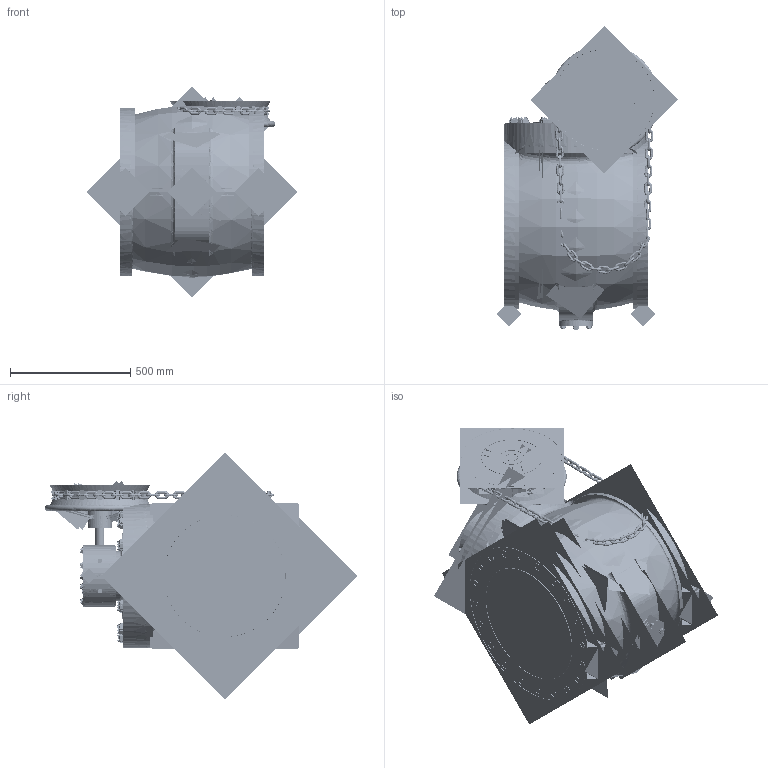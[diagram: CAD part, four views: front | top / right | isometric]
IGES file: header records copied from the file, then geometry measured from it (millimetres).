
Start section:  PTC IGES file: plug_flxfl-20in-chainwheel_asm.igs
Global section: file name: plug_flxfl-20in-chainwheel_asm.igs; native system: Creo Parametric by Parametric Technology Corporation; preprocessor: 2013050; author: HAPPY; organization: Unknown; date: 20170128.153256; units: inch
Bounding box: 878.08 x 1380.5 x 1028.1 mm (x, y, z)
Volume: 107694030.5 mm3; surface area: 37713591.5 mm2
Topology: 115 solids, 114 shells, 5838 faces, 28961 edges, 36363 vertices
Faces by surface type: revolution 3216, bspline 2276, extrusion 346
